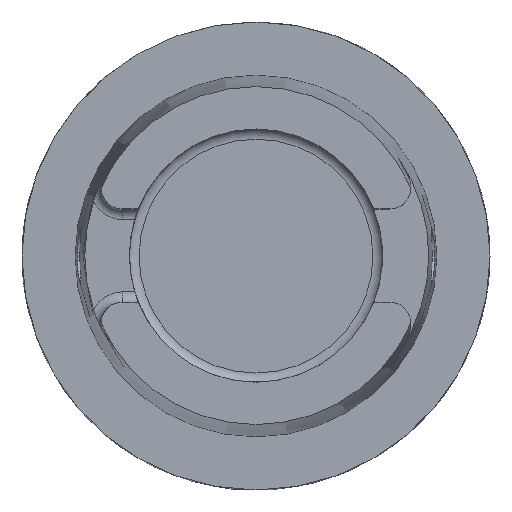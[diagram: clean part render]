
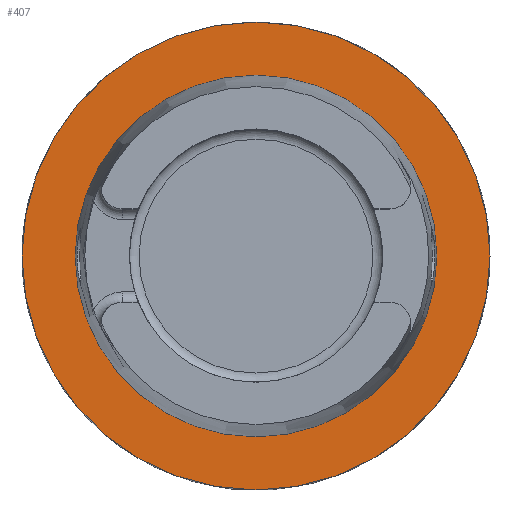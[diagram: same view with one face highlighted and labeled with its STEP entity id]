
A CAD part, top view. The second image highlights one B-rep face of the part: STEP entity #407.
In plain terms, the highlighted planar face has unit normal (0, 0, 1).
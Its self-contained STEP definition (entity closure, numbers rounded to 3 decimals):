
#64=PLANE('',#1408);
#165=CIRCLE('',#1371,31.47);
#183=CIRCLE('',#1406,24.321);
#407=ADVANCED_FACE('',(#486,#487),#64,.F.);
#486=FACE_BOUND('',#547,.T.);
#487=FACE_BOUND('',#548,.T.);
#547=EDGE_LOOP('',(#785));
#548=EDGE_LOOP('',(#786));
#785=ORIENTED_EDGE('',*,*,#1150,.F.);
#786=ORIENTED_EDGE('',*,*,#1226,.T.);
#1015=VERTEX_POINT('',#2257);
#1068=VERTEX_POINT('',#2552);
#1150=EDGE_CURVE('',#1015,#1015,#165,.T.);
#1226=EDGE_CURVE('',#1068,#1068,#183,.T.);
#1371=AXIS2_PLACEMENT_3D('',#2256,#1576,#1577);
#1406=AXIS2_PLACEMENT_3D('',#2551,#1684,#1685);
#1408=AXIS2_PLACEMENT_3D('',#2554,#1688,#1689);
#1576=DIRECTION('',(0.,0.,-1.));
#1577=DIRECTION('',(1.,0.,0.));
#1684=DIRECTION('',(0.,0.,-1.));
#1685=DIRECTION('',(1.,0.,0.));
#1688=DIRECTION('',(0.,0.,-1.));
#1689=DIRECTION('',(1.,0.,0.));
#2256=CARTESIAN_POINT('',(0.,0.,0.));
#2257=CARTESIAN_POINT('',(31.47,0.,0.));
#2551=CARTESIAN_POINT('',(0.,0.,0.));
#2552=CARTESIAN_POINT('',(24.321,0.,0.));
#2554=CARTESIAN_POINT('',(0.,-25.43,0.));
